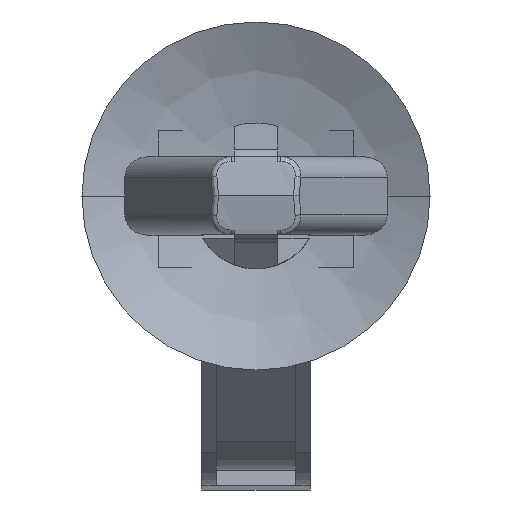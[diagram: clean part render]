
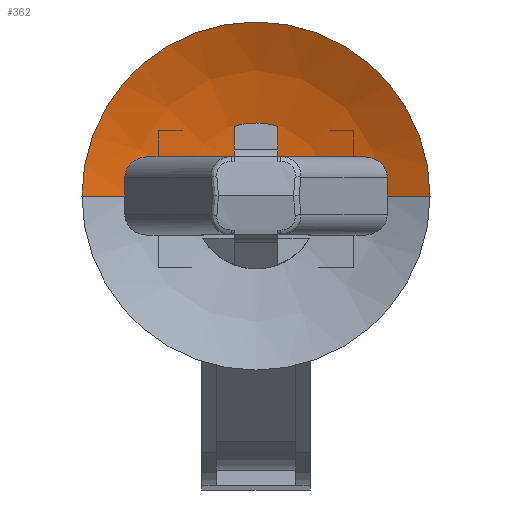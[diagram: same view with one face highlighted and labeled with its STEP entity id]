
A CAD part, top view. The second image highlights one B-rep face of the part: STEP entity #362.
In plain terms, the highlighted free-form (B-spline) face has degree [3, 3] with [4, 7] control points.
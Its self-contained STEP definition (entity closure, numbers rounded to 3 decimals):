
#122=(
BOUNDED_SURFACE()
B_SPLINE_SURFACE(3,3,((#5747,#5748,#5749,#5750,#5751,#5752,#5753),(#5754,
#5755,#5756,#5757,#5758,#5759,#5760),(#5761,#5762,#5763,#5764,#5765,#5766,
#5767),(#5768,#5769,#5770,#5771,#5772,#5773,#5774)),.UNSPECIFIED.,.F.,.F.,
 .F.)
B_SPLINE_SURFACE_WITH_KNOTS((4,4),(4,3,4),(0.,1.),(0.,0.5,1.),
 .UNSPECIFIED.)
GEOMETRIC_REPRESENTATION_ITEM()
RATIONAL_B_SPLINE_SURFACE(((1.,0.805,0.805,1.,0.805,
0.805,1.),(0.979,0.788,0.788,
0.979,0.788,0.788,0.979),
(0.979,0.788,0.788,0.979,
0.788,0.788,0.979),(1.,0.805,
0.805,1.,0.805,0.805,1.)))
REPRESENTATION_ITEM('')
SURFACE()
);
#236=B_SPLINE_CURVE_WITH_KNOTS('',3,(#5677,#5678,#5679,#5680,#5681,#5682,
#5683),.UNSPECIFIED.,.F.,.F.,(4,3,4),(0.,0.312,1.),
 .UNSPECIFIED.);
#237=B_SPLINE_CURVE_WITH_KNOTS('',3,(#5691,#5692,#5693,#5694),
 .UNSPECIFIED.,.F.,.F.,(4,4),(0.,1.),.UNSPECIFIED.);
#362=ADVANCED_FACE('',(#623),#122,.T.);
#623=FACE_OUTER_BOUND('',#812,.T.);
#812=EDGE_LOOP('',(#1474,#1475,#1476,#1477,#1478,#1479));
#990=CIRCLE('',#3451,3.35);
#991=CIRCLE('',#3455,14.706);
#992=CIRCLE('',#3456,14.706);
#995=CIRCLE('',#3460,8.);
#1474=ORIENTED_EDGE('',*,*,#2654,.T.);
#1475=ORIENTED_EDGE('',*,*,#2650,.F.);
#1476=ORIENTED_EDGE('',*,*,#2645,.F.);
#1477=ORIENTED_EDGE('',*,*,#2644,.F.);
#1478=ORIENTED_EDGE('',*,*,#2641,.F.);
#1479=ORIENTED_EDGE('',*,*,#2649,.F.);
#2257=VERTEX_POINT('',#5676);
#2258=VERTEX_POINT('',#5684);
#2259=VERTEX_POINT('',#5688);
#2260=VERTEX_POINT('',#5695);
#2262=VERTEX_POINT('',#5709);
#2263=VERTEX_POINT('',#5711);
#2641=EDGE_CURVE('',#2257,#2258,#236,.T.);
#2644=EDGE_CURVE('',#2258,#2259,#990,.T.);
#2645=EDGE_CURVE('',#2259,#2260,#237,.T.);
#2649=EDGE_CURVE('',#2262,#2257,#991,.T.);
#2650=EDGE_CURVE('',#2260,#2263,#992,.T.);
#2654=EDGE_CURVE('',#2262,#2263,#995,.T.);
#3451=AXIS2_PLACEMENT_3D('',#5689,#4002,#4003);
#3455=AXIS2_PLACEMENT_3D('',#5708,#4012,#4013);
#3456=AXIS2_PLACEMENT_3D('',#5710,#4014,#4015);
#3460=AXIS2_PLACEMENT_3D('',#5746,#4023,#4024);
#4002=DIRECTION('',(0.,0.,1.));
#4003=DIRECTION('',(0.,-1.,0.));
#4012=DIRECTION('',(0.,1.,0.));
#4013=DIRECTION('',(0.,0.,1.));
#4014=DIRECTION('',(0.,1.,0.));
#4015=DIRECTION('',(0.,0.,1.));
#4023=DIRECTION('',(0.,0.,1.));
#4024=DIRECTION('',(1.,0.,0.));
#5676=CARTESIAN_POINT('',(1.,0.,5.562));
#5677=CARTESIAN_POINT('',(1.,0.,5.562));
#5678=CARTESIAN_POINT('',(1.,0.333,5.562));
#5679=CARTESIAN_POINT('',(1.,0.667,5.56));
#5680=CARTESIAN_POINT('',(1.,1.,5.566));
#5681=CARTESIAN_POINT('',(1.,1.735,5.578));
#5682=CARTESIAN_POINT('',(1.,2.471,5.631));
#5683=CARTESIAN_POINT('',(1.,3.197,5.74));
#5684=CARTESIAN_POINT('',(1.,3.197,5.74));
#5688=CARTESIAN_POINT('',(-1.,3.197,5.74));
#5689=CARTESIAN_POINT('',(0.,0.,5.74));
#5691=CARTESIAN_POINT('',(-1.,3.197,5.74));
#5692=CARTESIAN_POINT('',(-1.,2.137,5.581));
#5693=CARTESIAN_POINT('',(-1.,1.069,5.562));
#5694=CARTESIAN_POINT('',(-1.,0.,5.562));
#5695=CARTESIAN_POINT('',(-1.,0.,5.562));
#5708=CARTESIAN_POINT('',(1.064,0.,20.268));
#5709=CARTESIAN_POINT('',(8.,0.,7.3));
#5710=CARTESIAN_POINT('',(-1.064,0.,20.268));
#5711=CARTESIAN_POINT('',(-8.,0.,7.3));
#5746=CARTESIAN_POINT('',(0.,0.,7.3));
#5747=CARTESIAN_POINT('',(-8.,0.,7.3));
#5748=CARTESIAN_POINT('',(-8.,4.686,7.3));
#5749=CARTESIAN_POINT('',(-4.686,8.,7.3));
#5750=CARTESIAN_POINT('',(0.,8.,7.3));
#5751=CARTESIAN_POINT('',(4.686,8.,7.3));
#5752=CARTESIAN_POINT('',(8.,4.686,7.3));
#5753=CARTESIAN_POINT('',(8.,0.,7.3));
#5754=CARTESIAN_POINT('',(-5.823,0.,6.135));
#5755=CARTESIAN_POINT('',(-5.823,3.411,6.135));
#5756=CARTESIAN_POINT('',(-3.411,5.823,6.135));
#5757=CARTESIAN_POINT('',(0.,5.823,6.135));
#5758=CARTESIAN_POINT('',(3.411,5.823,6.135));
#5759=CARTESIAN_POINT('',(5.823,3.411,6.135));
#5760=CARTESIAN_POINT('',(5.823,0.,6.135));
#5761=CARTESIAN_POINT('',(-3.425,0.,5.544));
#5762=CARTESIAN_POINT('',(-3.425,2.007,5.544));
#5763=CARTESIAN_POINT('',(-2.007,3.425,5.544));
#5764=CARTESIAN_POINT('',(0.,3.425,5.544));
#5765=CARTESIAN_POINT('',(2.007,3.425,5.544));
#5766=CARTESIAN_POINT('',(3.425,2.007,5.544));
#5767=CARTESIAN_POINT('',(3.425,0.,5.544));
#5768=CARTESIAN_POINT('',(-0.956,0.,5.562));
#5769=CARTESIAN_POINT('',(-0.956,0.56,5.562));
#5770=CARTESIAN_POINT('',(-0.56,0.956,5.562));
#5771=CARTESIAN_POINT('',(0.,0.956,5.562));
#5772=CARTESIAN_POINT('',(0.56,0.956,5.562));
#5773=CARTESIAN_POINT('',(0.956,0.56,5.562));
#5774=CARTESIAN_POINT('',(0.956,0.,5.562));
